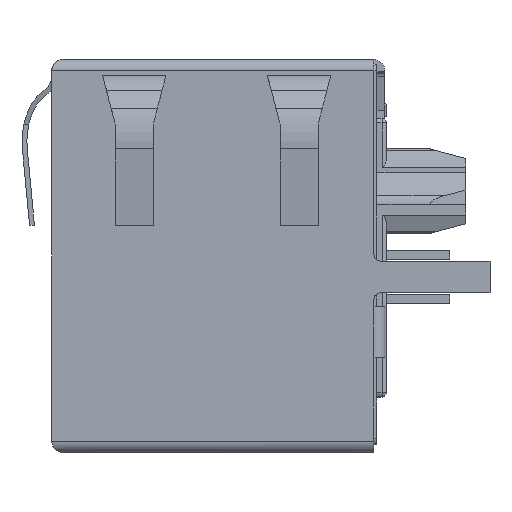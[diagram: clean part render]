
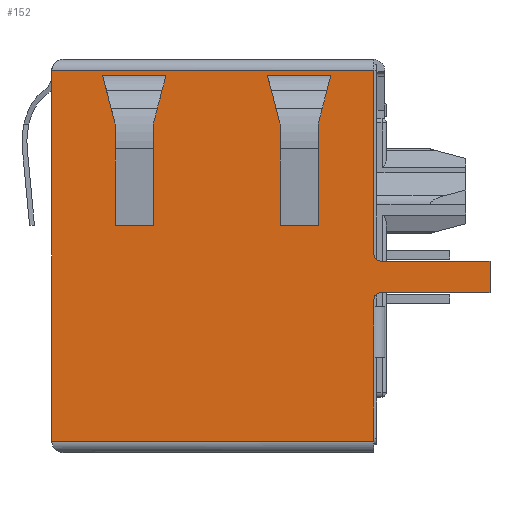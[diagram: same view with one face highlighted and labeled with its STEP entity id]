
A CAD part, left-side view. The second image highlights one B-rep face of the part: STEP entity #152.
In plain terms, the highlighted planar face has unit normal (-1, 0, 0).
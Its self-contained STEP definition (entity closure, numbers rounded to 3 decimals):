
#152=ADVANCED_FACE('',(#734,#735,#736),#737,.T.);
#734=FACE_OUTER_BOUND('',#1665,.T.);
#735=FACE_BOUND('',#1666,.T.);
#736=FACE_BOUND('',#1667,.T.);
#737=PLANE('',#1668);
#1665=EDGE_LOOP('',(#3623,#3624,#3625,#3626,#3627,#3628,#3629,#3630,#3631,#3632,#3633,#3634));
#1666=EDGE_LOOP('',(#3635,#3636,#3637,#3638));
#1667=EDGE_LOOP('',(#3639,#3640,#3641,#3642));
#1668=AXIS2_PLACEMENT_3D('',#3643,#3644,#3645);
#3623=ORIENTED_EDGE('',*,*,#6890,.F.);
#3624=ORIENTED_EDGE('',*,*,#6891,.F.);
#3625=ORIENTED_EDGE('',*,*,#6892,.T.);
#3626=ORIENTED_EDGE('',*,*,#6854,.T.);
#3627=ORIENTED_EDGE('',*,*,#6843,.F.);
#3628=ORIENTED_EDGE('',*,*,#6893,.T.);
#3629=ORIENTED_EDGE('',*,*,#6894,.F.);
#3630=ORIENTED_EDGE('',*,*,#6846,.F.);
#3631=ORIENTED_EDGE('',*,*,#6889,.F.);
#3632=ORIENTED_EDGE('',*,*,#6856,.T.);
#3633=ORIENTED_EDGE('',*,*,#6895,.T.);
#3634=ORIENTED_EDGE('',*,*,#6896,.T.);
#3635=ORIENTED_EDGE('',*,*,#6897,.T.);
#3636=ORIENTED_EDGE('',*,*,#6898,.T.);
#3637=ORIENTED_EDGE('',*,*,#6899,.T.);
#3638=ORIENTED_EDGE('',*,*,#6900,.F.);
#3639=ORIENTED_EDGE('',*,*,#6901,.T.);
#3640=ORIENTED_EDGE('',*,*,#6902,.F.);
#3641=ORIENTED_EDGE('',*,*,#6903,.T.);
#3642=ORIENTED_EDGE('',*,*,#6904,.T.);
#3643=CARTESIAN_POINT('',(-8.128,13.404,-0.196));
#3644=DIRECTION('',(-1.0,0.0,0.0));
#3645=DIRECTION('',(0.0,0.0,1.0));
#6843=EDGE_CURVE('',#8494,#8500,#8501,.T.);
#6846=EDGE_CURVE('',#8503,#8505,#8506,.T.);
#6854=EDGE_CURVE('',#8519,#8500,#8520,.T.);
#6856=EDGE_CURVE('',#8522,#8523,#8524,.T.);
#6889=EDGE_CURVE('',#8522,#8503,#8579,.T.);
#6890=EDGE_CURVE('',#8580,#8581,#8582,.T.);
#6891=EDGE_CURVE('',#8583,#8580,#8584,.T.);
#6892=EDGE_CURVE('',#8583,#8519,#8585,.T.);
#6893=EDGE_CURVE('',#8494,#8586,#8587,.T.);
#6894=EDGE_CURVE('',#8505,#8586,#8588,.T.);
#6895=EDGE_CURVE('',#8523,#8589,#8590,.T.);
#6896=EDGE_CURVE('',#8589,#8581,#8591,.T.);
#6897=EDGE_CURVE('',#8592,#8593,#8594,.T.);
#6898=EDGE_CURVE('',#8593,#8595,#8596,.T.);
#6899=EDGE_CURVE('',#8595,#8597,#8598,.T.);
#6900=EDGE_CURVE('',#8592,#8597,#8599,.T.);
#6901=EDGE_CURVE('',#8600,#8601,#8602,.T.);
#6902=EDGE_CURVE('',#8603,#8601,#8604,.T.);
#6903=EDGE_CURVE('',#8603,#8605,#8606,.T.);
#6904=EDGE_CURVE('',#8605,#8600,#8607,.T.);
#8494=VERTEX_POINT('',#10993);
#8500=VERTEX_POINT('',#11017);
#8501=LINE('',#11018,#11019);
#8503=VERTEX_POINT('',#11021);
#8505=VERTEX_POINT('',#11024);
#8506=LINE('',#11025,#11026);
#8519=VERTEX_POINT('',#11044);
#8520=LINE('',#11045,#11046);
#8522=VERTEX_POINT('',#11049);
#8523=VERTEX_POINT('',#11050);
#8524=LINE('',#11051,#11052);
#8579=LINE('',#11129,#11130);
#8580=VERTEX_POINT('',#11131);
#8581=VERTEX_POINT('',#11132);
#8582=LINE('',#11133,#11134);
#8583=VERTEX_POINT('',#11135);
#8584=LINE('',#11136,#11137);
#8585=CIRCLE('',#11138,0.254);
#8586=VERTEX_POINT('',#11139);
#8587=LINE('',#11140,#11141);
#8588=LINE('',#11142,#11143);
#8589=VERTEX_POINT('',#11144);
#8590=CIRCLE('',#11145,0.254);
#8591=LINE('',#11146,#11147);
#8592=VERTEX_POINT('',#11148);
#8593=VERTEX_POINT('',#11149);
#8594=LINE('',#11150,#11151);
#8595=VERTEX_POINT('',#11152);
#8596=LINE('',#11153,#11154);
#8597=VERTEX_POINT('',#11155);
#8598=LINE('',#11156,#11157);
#8599=LINE('',#11158,#11159);
#8600=VERTEX_POINT('',#11160);
#8601=VERTEX_POINT('',#11161);
#8602=LINE('',#11162,#11163);
#8603=VERTEX_POINT('',#11164);
#8604=LINE('',#11165,#11166);
#8605=VERTEX_POINT('',#11167);
#8606=LINE('',#11168,#11169);
#8607=LINE('',#11170,#11171);
#10993=CARTESIAN_POINT('',(-8.128,13.404,-0.45));
#11017=CARTESIAN_POINT('',(-8.128,0.5,-0.45));
#11018=CARTESIAN_POINT('',(-8.128,13.404,-0.45));
#11019=VECTOR('',#13717,12.903);
#11021=CARTESIAN_POINT('',(-8.128,0.5,-11.938));
#11024=CARTESIAN_POINT('',(-8.128,0.5,-15.298));
#11025=CARTESIAN_POINT('',(-8.128,0.5,-11.938));
#11026=VECTOR('',#13722,3.36);
#11044=CARTESIAN_POINT('',(-8.128,0.5,-7.823));
#11045=CARTESIAN_POINT('',(-8.128,0.5,-7.823));
#11046=VECTOR('',#13734,7.374);
#11049=CARTESIAN_POINT('',(-8.128,0.5,-9.906));
#11050=CARTESIAN_POINT('',(-8.128,0.5,-9.601));
#11051=CARTESIAN_POINT('',(-8.128,0.5,-9.906));
#11052=VECTOR('',#13736,0.305);
#11129=CARTESIAN_POINT('',(-8.128,0.5,-9.906));
#11130=VECTOR('',#13789,2.032);
#11131=CARTESIAN_POINT('',(-8.128,-4.148,-8.077));
#11132=CARTESIAN_POINT('',(-8.128,-4.148,-9.347));
#11133=CARTESIAN_POINT('',(-8.128,-4.148,-8.077));
#11134=VECTOR('',#13790,1.27);
#11135=CARTESIAN_POINT('',(-8.128,0.246,-8.077));
#11136=CARTESIAN_POINT('',(-8.128,0.246,-8.077));
#11137=VECTOR('',#13791,4.394);
#11138=AXIS2_PLACEMENT_3D('',#13792,#13793,#13794);
#11139=CARTESIAN_POINT('',(-8.128,13.404,-15.298));
#11140=CARTESIAN_POINT('',(-8.128,13.404,-0.45));
#11141=VECTOR('',#13795,14.849);
#11142=CARTESIAN_POINT('',(-8.128,0.5,-15.298));
#11143=VECTOR('',#13796,12.903);
#11144=CARTESIAN_POINT('',(-8.128,0.246,-9.347));
#11145=AXIS2_PLACEMENT_3D('',#13797,#13798,#13799);
#11146=CARTESIAN_POINT('',(-8.128,0.246,-9.347));
#11147=VECTOR('',#13800,4.394);
#11148=CARTESIAN_POINT('',(-8.128,8.832,-0.635));
#11149=CARTESIAN_POINT('',(-8.128,8.982,-1.215));
#11150=CARTESIAN_POINT('',(-8.128,8.832,-0.635));
#11151=VECTOR('',#13801,0.599);
#11152=CARTESIAN_POINT('',(-8.128,11.221,-1.215));
#11153=CARTESIAN_POINT('',(-8.128,8.982,-1.215));
#11154=VECTOR('',#13802,2.239);
#11155=CARTESIAN_POINT('',(-8.128,11.372,-0.635));
#11156=CARTESIAN_POINT('',(-8.128,11.221,-1.215));
#11157=VECTOR('',#13803,0.599);
#11158=CARTESIAN_POINT('',(-8.128,8.832,-0.635));
#11159=VECTOR('',#13804,2.54);
#11160=CARTESIAN_POINT('',(-8.128,4.617,-1.215));
#11161=CARTESIAN_POINT('',(-8.128,4.768,-0.635));
#11162=CARTESIAN_POINT('',(-8.128,4.617,-1.215));
#11163=VECTOR('',#13805,0.599);
#11164=CARTESIAN_POINT('',(-8.128,2.228,-0.635));
#11165=CARTESIAN_POINT('',(-8.128,2.228,-0.635));
#11166=VECTOR('',#13806,2.54);
#11167=CARTESIAN_POINT('',(-8.128,2.378,-1.215));
#11168=CARTESIAN_POINT('',(-8.128,2.228,-0.635));
#11169=VECTOR('',#13807,0.599);
#11170=CARTESIAN_POINT('',(-8.128,2.378,-1.215));
#11171=VECTOR('',#13808,2.239);
#13717=DIRECTION('',(0.0,-1.0,0.0));
#13722=DIRECTION('',(0.0,0.0,-1.0));
#13734=DIRECTION('',(0.0,0.0,1.0));
#13736=DIRECTION('',(0.0,0.0,1.0));
#13789=DIRECTION('',(0.0,0.0,-1.0));
#13790=DIRECTION('',(0.0,0.0,-1.0));
#13791=DIRECTION('',(0.0,-1.0,0.0));
#13792=CARTESIAN_POINT('',(-8.128,0.246,-7.823));
#13793=DIRECTION('',(1.0,0.0,0.0));
#13794=DIRECTION('',(0.0,0.0,-1.0));
#13795=DIRECTION('',(0.0,0.0,-1.0));
#13796=DIRECTION('',(0.0,1.0,0.0));
#13797=CARTESIAN_POINT('',(-8.128,0.246,-9.601));
#13798=DIRECTION('',(1.0,0.0,0.0));
#13799=DIRECTION('',(0.0,1.0,0.0));
#13800=DIRECTION('',(0.0,-1.0,0.0));
#13801=DIRECTION('',(0.0,0.251,-0.968));
#13802=DIRECTION('',(0.0,1.0,0.0));
#13803=DIRECTION('',(0.0,0.251,0.968));
#13804=DIRECTION('',(0.0,1.0,0.0));
#13805=DIRECTION('',(0.0,0.251,0.968));
#13806=DIRECTION('',(0.0,1.0,0.0));
#13807=DIRECTION('',(0.0,0.251,-0.968));
#13808=DIRECTION('',(0.0,1.0,0.0));
